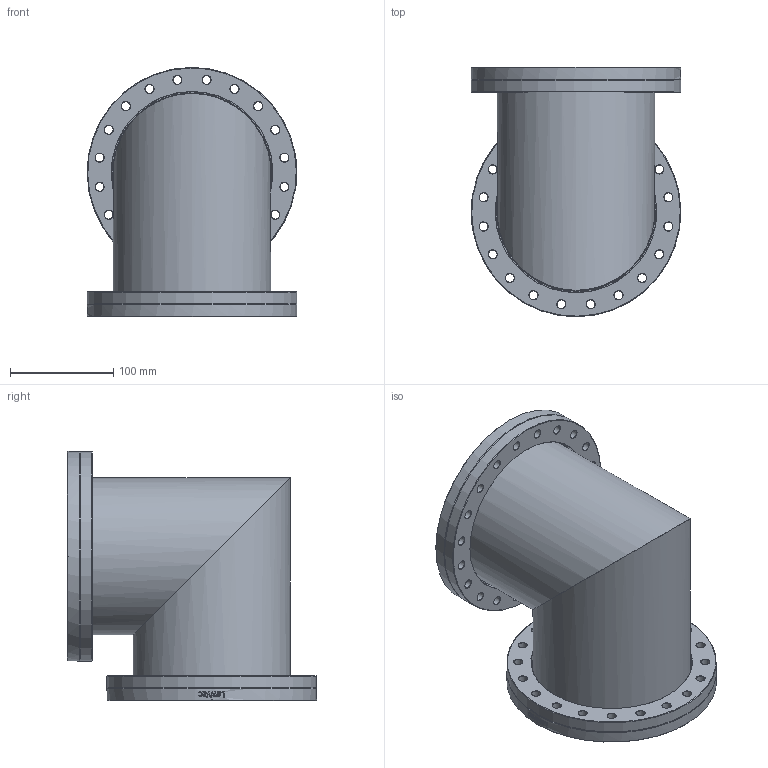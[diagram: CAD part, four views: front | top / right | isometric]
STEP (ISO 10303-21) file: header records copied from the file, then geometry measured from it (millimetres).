
FILE_DESCRIPTION(/* description */ (''),/* implementation_level */ '2;1');
FILE_NAME(/* name */ 'FL-ME160CF.stp',/* time_stamp */ '2018-02-28T11:06:11+00:00',/* author */ ('paul'),/* organization */ (''),/* preprocessor_version */ 'ST-DEVELOPER v17',/* originating_system */ 'Autodesk Inventor 2018',/* authorisation */ '');
FILE_SCHEMA (('AUTOMOTIVE_DESIGN { 1 0 10303 214 3 1 1 }'));
Length unit declared in the file: millimetre
Products named in the file (5): FL-ME160CF; FL-160CFR-152; FL-160CFR OUTER; FL-160CFR-152 INNER; tube
Assembly tree (6 placements, depth 3):
  FL-ME160CF
    FL-160CFR-152  x2
      FL-160CFR OUTER
      FL-160CFR-152 INNER
    tube  x2
Bounding box: 203 x 241.2 x 241.2 mm (x, y, z)
Volume: 988139 mm3; surface area: 424196.6 mm2
Topology: 6 solids, 6 shells, 360 faces, 970 edges, 640 vertices
Faces by surface type: bspline 106, cone 96, plane 78, cylinder 78, torus 2
Full cylindrical faces by diameter (mm): 8.4 x40, 146 x2, 150.2 x2, 152.4 x2, 152.9 x2, 156 x2, 171.4 x4, 203 x4
Entity records: 18599 total; most frequent: CARTESIAN_POINT 14075, ORIENTED_EDGE 970, DIRECTION 785, EDGE_CURVE 485, VERTEX_POINT 320, AXIS2_PLACEMENT_3D 305, EDGE_LOOP 235, FACE_OUTER_BOUND 180
